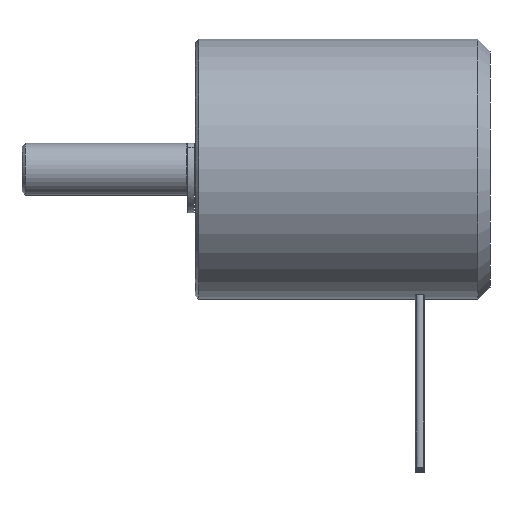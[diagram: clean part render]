
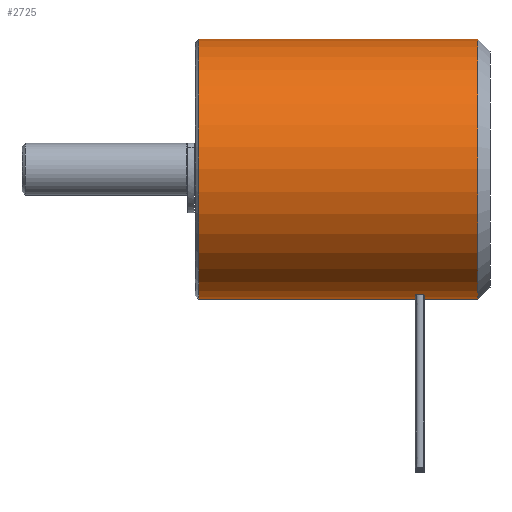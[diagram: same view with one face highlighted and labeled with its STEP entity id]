
A CAD part, left-side view. The second image highlights one B-rep face of the part: STEP entity #2725.
In plain terms, the highlighted cylindrical face has radius 7.5 mm (diameter 15 mm), a partial arc.
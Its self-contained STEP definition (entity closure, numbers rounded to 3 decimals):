
#456=CARTESIAN_POINT('',(0.,0.2,0.));
#457=DIRECTION('',(0.,-1.,0.));
#458=DIRECTION('',(0.,0.,1.));
#459=AXIS2_PLACEMENT_3D('',#456,#457,#458);
#465=DIRECTION('',(0.,-1.,0.));
#466=VECTOR('',#465,16.1);
#467=CARTESIAN_POINT('',(0.,16.3,-7.5));
#468=LINE('',#467,#466);
#469=DIRECTION('',(0.,-1.,0.));
#470=VECTOR('',#469,16.1);
#471=CARTESIAN_POINT('',(0.,16.3,7.5));
#472=LINE('',#471,#470);
#473=CARTESIAN_POINT('',(0.,16.3,0.));
#474=DIRECTION('',(0.,1.,0.));
#475=DIRECTION('',(0.,0.,-1.));
#476=AXIS2_PLACEMENT_3D('',#473,#474,#475);
#1916=CARTESIAN_POINT('',(0.,16.3,7.5));
#1917=CARTESIAN_POINT('',(0.,0.2,7.5));
#1918=VERTEX_POINT('',#1916);
#1919=VERTEX_POINT('',#1917);
#1920=CARTESIAN_POINT('',(0.,16.3,-7.5));
#1921=CARTESIAN_POINT('',(0.,0.2,-7.5));
#1922=VERTEX_POINT('',#1920);
#1923=VERTEX_POINT('',#1921);
#2713=CARTESIAN_POINT('',(0.,16.5,0.));
#2714=DIRECTION('',(0.,-1.,0.));
#2715=DIRECTION('',(0.,0.,-1.));
#2716=AXIS2_PLACEMENT_3D('',#2713,#2714,#2715);
#2717=CYLINDRICAL_SURFACE('',#2716,7.5);
#2718=ORIENTED_EDGE('',*,*,#2707,.T.);
#2719=ORIENTED_EDGE('',*,*,#2433,.F.);
#2721=ORIENTED_EDGE('',*,*,#2720,.T.);
#2722=ORIENTED_EDGE('',*,*,#2429,.T.);
#2723=EDGE_LOOP('',(#2718,#2719,#2721,#2722));
#2724=FACE_OUTER_BOUND('',#2723,.F.);
#2725=ADVANCED_FACE('',(#2724),#2717,.T.);
#460=CIRCLE('',#459,7.5);
#477=CIRCLE('',#476,7.5);
#2429=EDGE_CURVE('',#1918,#1919,#472,.T.);
#2433=EDGE_CURVE('',#1922,#1923,#468,.T.);
#2707=EDGE_CURVE('',#1919,#1923,#460,.T.);
#2720=EDGE_CURVE('',#1922,#1918,#477,.T.);
